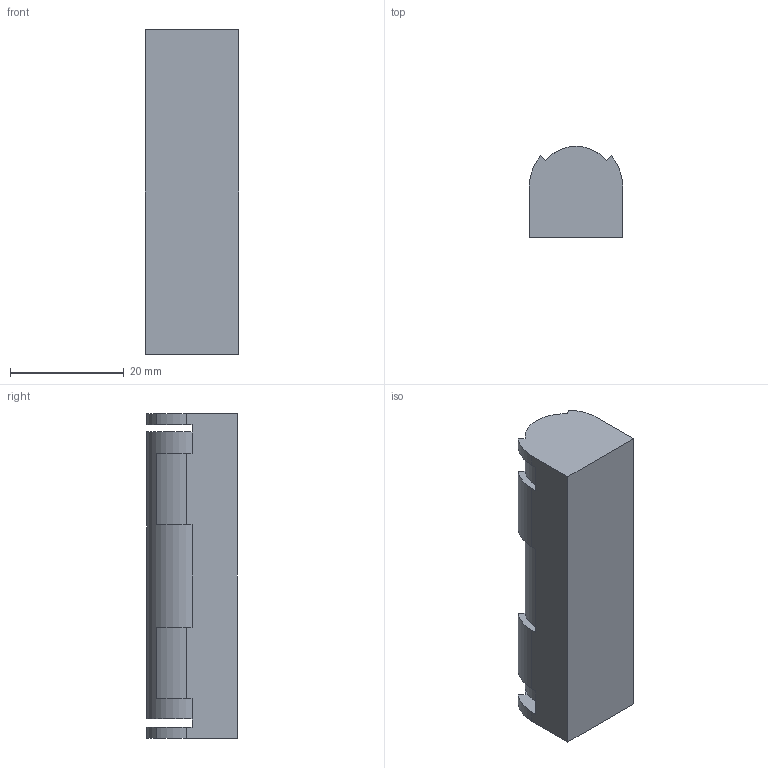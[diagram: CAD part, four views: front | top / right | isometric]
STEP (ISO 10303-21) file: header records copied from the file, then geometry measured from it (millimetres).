
FILE_DESCRIPTION(/* description */ (''),/* implementation_level */ '2;1');
FILE_NAME(/* name */ 'AA_battery_set.stp',/* time_stamp */ '2025-02-19T23:17:53+09:00',/* author */ ('hibik'),/* organization */ (''),/* preprocessor_version */ 'ST-DEVELOPER v20',/* originating_system */ 'Autodesk Inventor 2024',/* authorisation */ '');
FILE_SCHEMA (('AUTOMOTIVE_DESIGN { 1 0 10303 214 3 1 1 }'));
Length unit declared in the file: millimetre
Products named in the file (3): AA_battery_set; AA_battery_box; AA_battery
Assembly tree (2 placements, depth 2):
  AA_battery_set
    AA_battery_box
    AA_battery
Bounding box: 16.4 x 16 x 57.2 mm (x, y, z)
Volume: 12737.5 mm3; surface area: 7206.6 mm2
Topology: 2 solids, 2 shells, 43 faces, 117 edges, 78 vertices
Faces by surface type: plane 31, cylinder 12
Full cylindrical faces by diameter (mm): 14 x1
Entity records: 1488 total; most frequent: DIRECTION 245, CARTESIAN_POINT 243, ORIENTED_EDGE 234, EDGE_CURVE 117, LINE 85, VECTOR 85, AXIS2_PLACEMENT_3D 80, VERTEX_POINT 78
